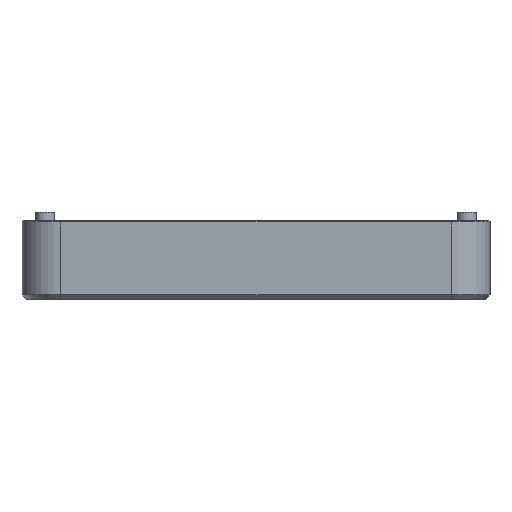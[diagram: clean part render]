
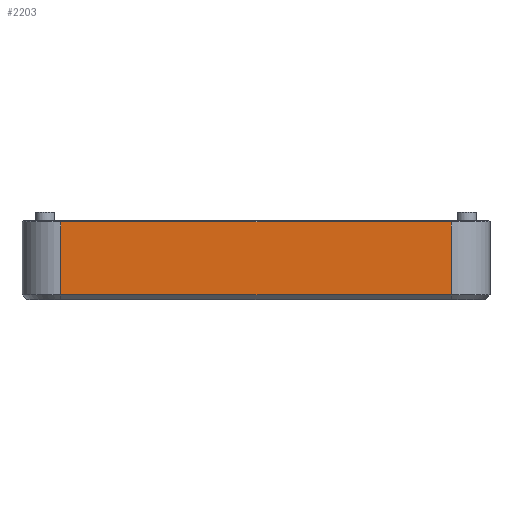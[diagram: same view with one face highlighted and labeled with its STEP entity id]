
A CAD part, left-side view. The second image highlights one B-rep face of the part: STEP entity #2203.
In plain terms, the highlighted planar face has unit normal (-1, 0, 0).
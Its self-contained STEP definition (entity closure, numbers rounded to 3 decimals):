
#162=FACE_OUTER_BOUND('',#303,.T.);
#303=EDGE_LOOP('',(#1797,#1798,#1799,#1800));
#498=LINE('',#3625,#711);
#511=LINE('',#3667,#724);
#513=LINE('',#3673,#726);
#514=LINE('',#3674,#727);
#711=VECTOR('',#2912,10.);
#724=VECTOR('',#2969,10.);
#726=VECTOR('',#2975,10.);
#727=VECTOR('',#2976,10.);
#1050=VERTEX_POINT('',#3619);
#1051=VERTEX_POINT('',#3623);
#1058=VERTEX_POINT('',#3666);
#1060=VERTEX_POINT('',#3672);
#1306=EDGE_CURVE('',#1051,#1050,#498,.T.);
#1325=EDGE_CURVE('',#1050,#1058,#511,.T.);
#1328=EDGE_CURVE('',#1060,#1051,#513,.T.);
#1329=EDGE_CURVE('',#1058,#1060,#514,.T.);
#1797=ORIENTED_EDGE('',*,*,#1306,.F.);
#1798=ORIENTED_EDGE('',*,*,#1328,.F.);
#1799=ORIENTED_EDGE('',*,*,#1329,.F.);
#1800=ORIENTED_EDGE('',*,*,#1325,.F.);
#2102=PLANE('',#2428);
#2203=ADVANCED_FACE('',(#162),#2102,.T.);
#2428=AXIS2_PLACEMENT_3D('',#3671,#2973,#2974);
#2912=DIRECTION('',(0.,-1.,0.));
#2969=DIRECTION('',(0.,0.,-1.));
#2973=DIRECTION('center_axis',(-1.,0.,0.));
#2974=DIRECTION('ref_axis',(0.,1.,0.));
#2975=DIRECTION('',(0.,0.,1.));
#2976=DIRECTION('',(0.,1.,0.));
#3619=CARTESIAN_POINT('',(-4.5,-177.928,16.603));
#3623=CARTESIAN_POINT('',(-4.5,-97.728,16.603));
#3625=CARTESIAN_POINT('',(-4.5,-162.061,16.603));
#3666=CARTESIAN_POINT('',(-4.5,-177.928,1.603));
#3667=CARTESIAN_POINT('',(-4.5,-177.928,19.603));
#3671=CARTESIAN_POINT('Origin',(-4.5,-185.928,19.603));
#3672=CARTESIAN_POINT('',(-4.5,-97.728,1.603));
#3673=CARTESIAN_POINT('',(-4.5,-97.728,19.603));
#3674=CARTESIAN_POINT('',(-4.5,-161.878,1.603));
